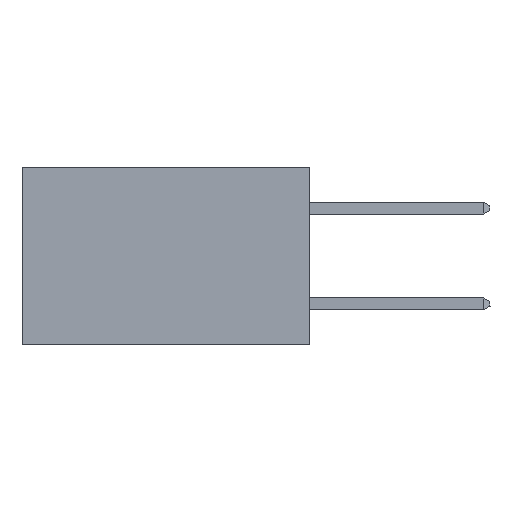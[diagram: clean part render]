
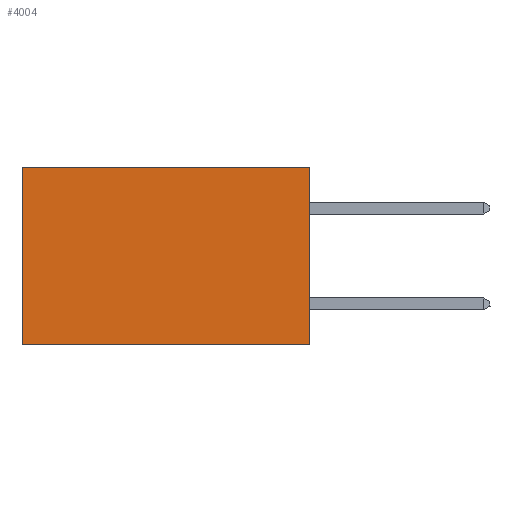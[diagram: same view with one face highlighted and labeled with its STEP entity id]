
A CAD part, left-side view. The second image highlights one B-rep face of the part: STEP entity #4004.
In plain terms, the highlighted planar face has unit normal (-1, 0, 0).
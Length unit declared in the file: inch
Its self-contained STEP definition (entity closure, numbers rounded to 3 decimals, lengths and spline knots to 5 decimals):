
#54 = ORIENTED_EDGE ( 'NONE', *, *, #14016, .T. ) ;
#278 = DIRECTION ( 'NONE',  ( 0., 0., -1. ) ) ;
#280 = DIRECTION ( 'NONE',  ( 1., 0., 0. ) ) ;
#292 = CARTESIAN_POINT ( 'NONE',  ( 0.2875, 0., 0. ) ) ;
#497 = PLANE ( 'NONE',  #16401 ) ;
#744 = ORIENTED_EDGE ( 'NONE', *, *, #3918, .F. ) ;
#1409 = CARTESIAN_POINT ( 'NONE',  ( 0.2875, 0.6, 0. ) ) ;
#1447 = VERTEX_POINT ( 'NONE', #5191 ) ;
#1527 = DIRECTION ( 'NONE',  ( 0., 0., -1. ) ) ;
#1640 = CARTESIAN_POINT ( 'NONE',  ( 0.2875, 0., 0. ) ) ;
#2290 = VERTEX_POINT ( 'NONE', #3061 ) ;
#2486 = CARTESIAN_POINT ( 'NONE',  ( 0.2875, 0., 0. ) ) ;
#3061 = CARTESIAN_POINT ( 'NONE',  ( 0.2875, 0., 0. ) ) ;
#3292 = CARTESIAN_POINT ( 'NONE',  ( 0.2875, 0.6, -0.37 ) ) ;
#3542 = VECTOR ( 'NONE', #15695, 39.37008 ) ;
#3760 = VERTEX_POINT ( 'NONE', #3292 ) ;
#3918 = EDGE_CURVE ( 'NONE', #2290, #1447, #14807, .T. ) ;
#4004 = ADVANCED_FACE ( 'NONE', ( #16181 ), #497, .F. ) ;
#5191 = CARTESIAN_POINT ( 'NONE',  ( 0.2875, 0., -0.37 ) ) ;
#7109 = LINE ( 'NONE', #2486, #3542 ) ;
#7420 = EDGE_CURVE ( 'NONE', #2290, #16547, #7109, .T. ) ;
#8418 = CARTESIAN_POINT ( 'NONE',  ( 0.2875, 0.6, 0. ) ) ;
#8610 = EDGE_CURVE ( 'NONE', #1447, #3760, #9156, .T. ) ;
#9156 = LINE ( 'NONE', #11671, #12592 ) ;
#9393 = EDGE_LOOP ( 'NONE', ( #54, #13151, #744, #13589 ) ) ;
#10821 = DIRECTION ( 'NONE',  ( 0., 0., -1. ) ) ;
#11366 = VECTOR ( 'NONE', #1527, 39.37008 ) ;
#11671 = CARTESIAN_POINT ( 'NONE',  ( 0.2875, 0., -0.37 ) ) ;
#12592 = VECTOR ( 'NONE', #12977, 39.37008 ) ;
#12967 = VECTOR ( 'NONE', #10821, 39.37008 ) ;
#12977 = DIRECTION ( 'NONE',  ( 0., 1., 0. ) ) ;
#13151 = ORIENTED_EDGE ( 'NONE', *, *, #8610, .F. ) ;
#13589 = ORIENTED_EDGE ( 'NONE', *, *, #7420, .T. ) ;
#14016 = EDGE_CURVE ( 'NONE', #16547, #3760, #16364, .T. ) ;
#14807 = LINE ( 'NONE', #1640, #11366 ) ;
#15695 = DIRECTION ( 'NONE',  ( 0., 1., 0. ) ) ;
#16181 = FACE_OUTER_BOUND ( 'NONE', #9393, .T. ) ;
#16364 = LINE ( 'NONE', #1409, #12967 ) ;
#16401 = AXIS2_PLACEMENT_3D ( 'NONE', #292, #280, #278 ) ;
#16547 = VERTEX_POINT ( 'NONE', #8418 ) ;
